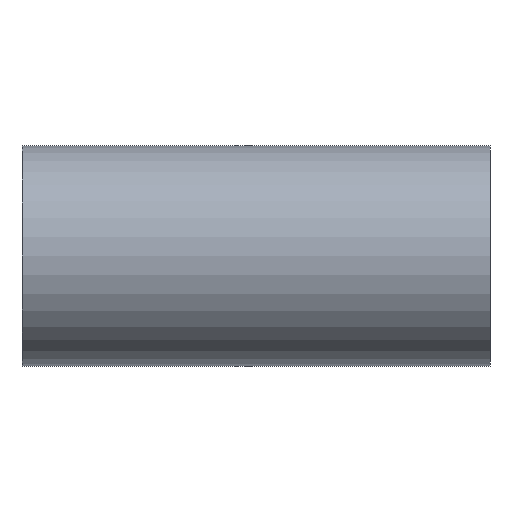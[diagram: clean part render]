
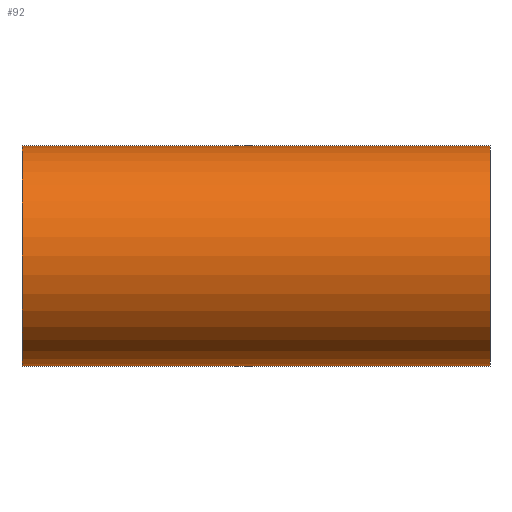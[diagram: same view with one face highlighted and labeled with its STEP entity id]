
A CAD part, front view. The second image highlights one B-rep face of the part: STEP entity #92.
In plain terms, the highlighted cylindrical face has radius 25.4 mm (diameter 50.8 mm), a partial arc.
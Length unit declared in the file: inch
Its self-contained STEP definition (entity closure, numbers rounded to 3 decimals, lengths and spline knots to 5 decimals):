
#7 = VERTEX_POINT ( 'NONE', #390 ) ;
#13 = DIRECTION ( 'NONE',  ( -1., 0., 0. ) ) ;
#51 = CARTESIAN_POINT ( 'NONE',  ( 2.12598, 0., 1. ) ) ;
#92 = ADVANCED_FACE ( 'NONE', ( #330 ), #441, .T. ) ;
#109 = CIRCLE ( 'NONE', #343, 1. ) ;
#119 = VERTEX_POINT ( 'NONE', #51 ) ;
#125 = LINE ( 'NONE', #346, #595 ) ;
#130 = DIRECTION ( 'NONE',  ( -1., 0., 0. ) ) ;
#132 = CIRCLE ( 'NONE', #511, 1. ) ;
#160 = VERTEX_POINT ( 'NONE', #326 ) ;
#169 = ORIENTED_EDGE ( 'NONE', *, *, #519, .T. ) ;
#228 = EDGE_LOOP ( 'NONE', ( #448, #355, #169, #358 ) ) ;
#256 = DIRECTION ( 'NONE',  ( 0., 0., 1. ) ) ;
#264 = DIRECTION ( 'NONE',  ( -1., 0., 0. ) ) ;
#281 = CARTESIAN_POINT ( 'NONE',  ( 0., 0., 0. ) ) ;
#287 = DIRECTION ( 'NONE',  ( -1., 0., 0. ) ) ;
#312 = EDGE_CURVE ( 'NONE', #7, #160, #109, .T. ) ;
#313 = CARTESIAN_POINT ( 'NONE',  ( 0., 0., -1. ) ) ;
#326 = CARTESIAN_POINT ( 'NONE',  ( -2.12598, 0., 1. ) ) ;
#330 = FACE_OUTER_BOUND ( 'NONE', #228, .T. ) ;
#341 = DIRECTION ( 'NONE',  ( 0., 0., 1. ) ) ;
#343 = AXIS2_PLACEMENT_3D ( 'NONE', #561, #521, #256 ) ;
#346 = CARTESIAN_POINT ( 'NONE',  ( 0., 0., 1. ) ) ;
#353 = VERTEX_POINT ( 'NONE', #416 ) ;
#355 = ORIENTED_EDGE ( 'NONE', *, *, #503, .T. ) ;
#358 = ORIENTED_EDGE ( 'NONE', *, *, #312, .F. ) ;
#364 = AXIS2_PLACEMENT_3D ( 'NONE', #281, #13, #579 ) ;
#385 = CARTESIAN_POINT ( 'NONE',  ( 2.12598, 0., 0. ) ) ;
#390 = CARTESIAN_POINT ( 'NONE',  ( -2.12598, 0., -1. ) ) ;
#416 = CARTESIAN_POINT ( 'NONE',  ( 2.12598, 0., -1. ) ) ;
#441 = CYLINDRICAL_SURFACE ( 'NONE', #364, 1. ) ;
#448 = ORIENTED_EDGE ( 'NONE', *, *, #461, .F. ) ;
#461 = EDGE_CURVE ( 'NONE', #353, #7, #578, .T. ) ;
#503 = EDGE_CURVE ( 'NONE', #353, #119, #132, .T. ) ;
#506 = VECTOR ( 'NONE', #264, 39.37008 ) ;
#511 = AXIS2_PLACEMENT_3D ( 'NONE', #385, #287, #341 ) ;
#519 = EDGE_CURVE ( 'NONE', #119, #160, #125, .T. ) ;
#521 = DIRECTION ( 'NONE',  ( -1., 0., 0. ) ) ;
#561 = CARTESIAN_POINT ( 'NONE',  ( -2.12598, 0., 0. ) ) ;
#578 = LINE ( 'NONE', #313, #506 ) ;
#579 = DIRECTION ( 'NONE',  ( 0., 0., 1. ) ) ;
#595 = VECTOR ( 'NONE', #130, 39.37008 ) ;
